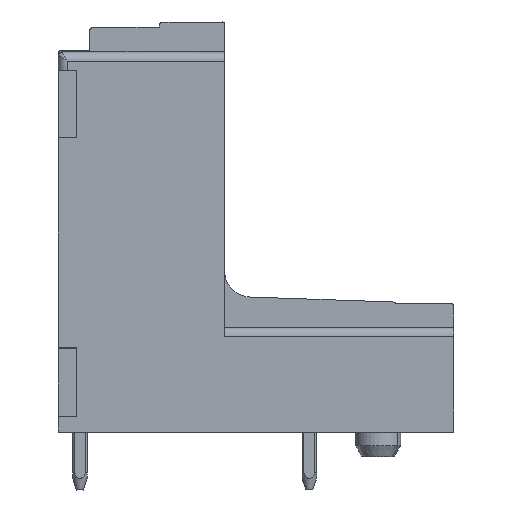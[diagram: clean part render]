
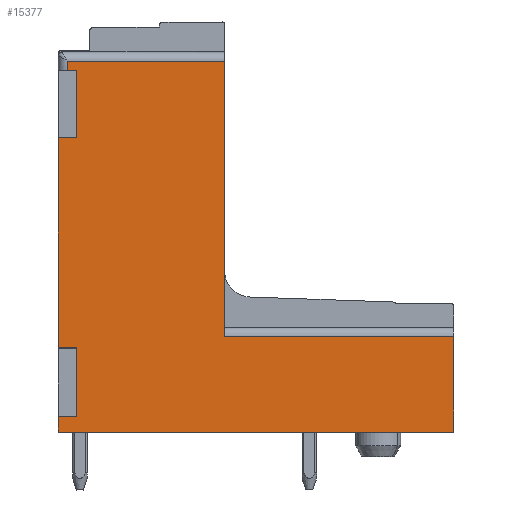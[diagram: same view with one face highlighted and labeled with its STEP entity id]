
A CAD part, left-side view. The second image highlights one B-rep face of the part: STEP entity #15377.
In plain terms, the highlighted planar face has unit normal (-1, 0, 0).
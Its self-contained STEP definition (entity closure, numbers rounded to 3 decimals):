
#15359=AXIS2_PLACEMENT_3D('Plane Axis2P3D',#15356,#15357,#15358) ;
#150=CARTESIAN_POINT('Vertex',(0.,21.9,3.2)) ;
#474=CARTESIAN_POINT('Vertex',(0.,0.,3.2)) ;
#477=CARTESIAN_POINT('Line Origine',(0.,10.95,3.2)) ;
#784=CARTESIAN_POINT('Line Origine',(0.,21.9,3.635)) ;
#788=CARTESIAN_POINT('Vertex',(0.,21.9,4.07)) ;
#858=CARTESIAN_POINT('Vertex',(0.,21.9,7.89)) ;
#861=CARTESIAN_POINT('Line Origine',(0.,21.9,13.695)) ;
#865=CARTESIAN_POINT('Vertex',(0.,21.9,19.5)) ;
#1972=CARTESIAN_POINT('Vertex',(0.,12.7,23.74)) ;
#1975=CARTESIAN_POINT('Line Origine',(0.,12.7,16.12)) ;
#1979=CARTESIAN_POINT('Vertex',(0.,12.7,8.5)) ;
#2932=CARTESIAN_POINT('Vertex',(0.,0.,8.5)) ;
#2935=CARTESIAN_POINT('Line Origine',(0.,0.,5.85)) ;
#7614=CARTESIAN_POINT('Vertex',(0.,21.4,23.74)) ;
#12488=CARTESIAN_POINT('Line Origine',(0.,21.4,13.72)) ;
#12492=CARTESIAN_POINT('Vertex',(0.,21.4,23.24)) ;
#12512=CARTESIAN_POINT('Line Origine',(0.,10.95,23.74)) ;
#12524=CARTESIAN_POINT('Line Origine',(0.,21.4,4.07)) ;
#12528=CARTESIAN_POINT('Vertex',(0.,20.9,4.07)) ;
#12546=CARTESIAN_POINT('Line Origine',(0.,20.9,5.98)) ;
#12550=CARTESIAN_POINT('Vertex',(0.,20.9,7.89)) ;
#12565=CARTESIAN_POINT('Line Origine',(0.,21.4,7.89)) ;
#12577=CARTESIAN_POINT('Line Origine',(0.,21.4,19.5)) ;
#12581=CARTESIAN_POINT('Vertex',(0.,20.9,19.5)) ;
#12599=CARTESIAN_POINT('Line Origine',(0.,20.9,21.37)) ;
#12603=CARTESIAN_POINT('Vertex',(0.,20.9,23.24)) ;
#12618=CARTESIAN_POINT('Line Origine',(0.,21.15,23.24)) ;
#15106=CARTESIAN_POINT('Line Origine',(0.,10.95,8.5)) ;
#15356=CARTESIAN_POINT('Axis2P3D Location',(0.,0.,0.)) ;
#478=DIRECTION('Vector Direction',(0.,1.,0.)) ;
#785=DIRECTION('Vector Direction',(0.,0.,1.)) ;
#862=DIRECTION('Vector Direction',(0.,0.,1.)) ;
#1976=DIRECTION('Vector Direction',(0.,0.,-1.)) ;
#2936=DIRECTION('Vector Direction',(0.,0.,-1.)) ;
#12489=DIRECTION('Vector Direction',(0.,0.,-1.)) ;
#12513=DIRECTION('Vector Direction',(0.,-1.,0.)) ;
#12525=DIRECTION('Vector Direction',(0.,-1.,0.)) ;
#12547=DIRECTION('Vector Direction',(0.,0.,-1.)) ;
#12566=DIRECTION('Vector Direction',(0.,1.,0.)) ;
#12578=DIRECTION('Vector Direction',(0.,-1.,0.)) ;
#12600=DIRECTION('Vector Direction',(0.,0.,-1.)) ;
#12619=DIRECTION('Vector Direction',(0.,1.,0.)) ;
#15107=DIRECTION('Vector Direction',(0.,-1.,0.)) ;
#15357=DIRECTION('Axis2P3D Direction',(-1.,0.,0.)) ;
#15358=DIRECTION('Axis2P3D XDirection',(0.,-1.,0.)) ;
#479=VECTOR('Line Direction',#478,1.) ;
#786=VECTOR('Line Direction',#785,1.) ;
#863=VECTOR('Line Direction',#862,1.) ;
#1977=VECTOR('Line Direction',#1976,1.) ;
#2937=VECTOR('Line Direction',#2936,1.) ;
#12490=VECTOR('Line Direction',#12489,1.) ;
#12514=VECTOR('Line Direction',#12513,1.) ;
#12526=VECTOR('Line Direction',#12525,1.) ;
#12548=VECTOR('Line Direction',#12547,1.) ;
#12567=VECTOR('Line Direction',#12566,1.) ;
#12579=VECTOR('Line Direction',#12578,1.) ;
#12601=VECTOR('Line Direction',#12600,1.) ;
#12620=VECTOR('Line Direction',#12619,1.) ;
#15108=VECTOR('Line Direction',#15107,1.) ;
#15362=ORIENTED_EDGE('',*,*,#12622,.T.) ;
#15363=ORIENTED_EDGE('',*,*,#12605,.T.) ;
#15364=ORIENTED_EDGE('',*,*,#12583,.T.) ;
#15365=ORIENTED_EDGE('',*,*,#867,.T.) ;
#15366=ORIENTED_EDGE('',*,*,#12569,.T.) ;
#15367=ORIENTED_EDGE('',*,*,#12552,.T.) ;
#15368=ORIENTED_EDGE('',*,*,#12530,.T.) ;
#15369=ORIENTED_EDGE('',*,*,#790,.T.) ;
#15370=ORIENTED_EDGE('',*,*,#481,.T.) ;
#15371=ORIENTED_EDGE('',*,*,#2939,.T.) ;
#15372=ORIENTED_EDGE('',*,*,#15110,.T.) ;
#15373=ORIENTED_EDGE('',*,*,#1981,.F.) ;
#15374=ORIENTED_EDGE('',*,*,#12516,.T.) ;
#15375=ORIENTED_EDGE('',*,*,#12494,.T.) ;
#15377=ADVANCED_FACE('HOUSING',(#15376),#15360,.T.) ;
#481=EDGE_CURVE('',#151,#475,#480,.F.) ;
#790=EDGE_CURVE('',#789,#151,#787,.F.) ;
#867=EDGE_CURVE('',#866,#859,#864,.F.) ;
#1981=EDGE_CURVE('',#1973,#1980,#1978,.T.) ;
#2939=EDGE_CURVE('',#475,#2933,#2938,.F.) ;
#12494=EDGE_CURVE('',#7615,#12493,#12491,.T.) ;
#12516=EDGE_CURVE('',#1973,#7615,#12515,.F.) ;
#12530=EDGE_CURVE('',#12529,#789,#12527,.F.) ;
#12552=EDGE_CURVE('',#12551,#12529,#12549,.T.) ;
#12569=EDGE_CURVE('',#859,#12551,#12568,.F.) ;
#12583=EDGE_CURVE('',#12582,#866,#12580,.F.) ;
#12605=EDGE_CURVE('',#12604,#12582,#12602,.T.) ;
#12622=EDGE_CURVE('',#12493,#12604,#12621,.F.) ;
#15110=EDGE_CURVE('',#2933,#1980,#15109,.F.) ;
#15361=EDGE_LOOP('',(#15362,#15363,#15364,#15365,#15366,#15367,#15368,#15369,#15370,#15371,#15372,#15373,#15374,#15375)) ;
#15376=FACE_OUTER_BOUND('',#15361,.T.) ;
#480=LINE('Line',#477,#479) ;
#787=LINE('Line',#784,#786) ;
#864=LINE('Line',#861,#863) ;
#1978=LINE('Line',#1975,#1977) ;
#2938=LINE('Line',#2935,#2937) ;
#12491=LINE('Line',#12488,#12490) ;
#12515=LINE('Line',#12512,#12514) ;
#12527=LINE('Line',#12524,#12526) ;
#12549=LINE('Line',#12546,#12548) ;
#12568=LINE('Line',#12565,#12567) ;
#12580=LINE('Line',#12577,#12579) ;
#12602=LINE('Line',#12599,#12601) ;
#12621=LINE('Line',#12618,#12620) ;
#15109=LINE('Line',#15106,#15108) ;
#15360=PLANE('',#15359) ;
#151=VERTEX_POINT('',#150) ;
#475=VERTEX_POINT('',#474) ;
#789=VERTEX_POINT('',#788) ;
#859=VERTEX_POINT('',#858) ;
#866=VERTEX_POINT('',#865) ;
#1973=VERTEX_POINT('',#1972) ;
#1980=VERTEX_POINT('',#1979) ;
#2933=VERTEX_POINT('',#2932) ;
#7615=VERTEX_POINT('',#7614) ;
#12493=VERTEX_POINT('',#12492) ;
#12529=VERTEX_POINT('',#12528) ;
#12551=VERTEX_POINT('',#12550) ;
#12582=VERTEX_POINT('',#12581) ;
#12604=VERTEX_POINT('',#12603) ;
